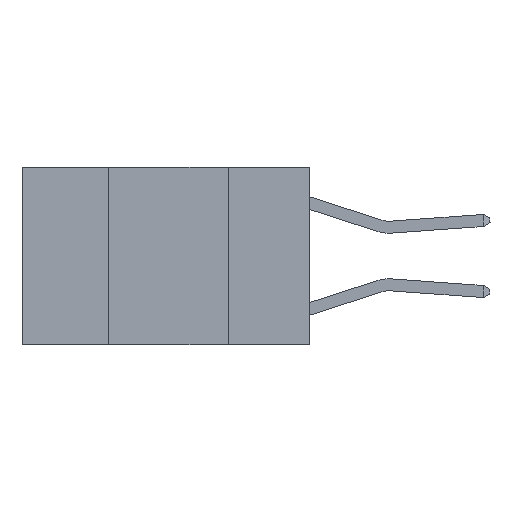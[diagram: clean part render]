
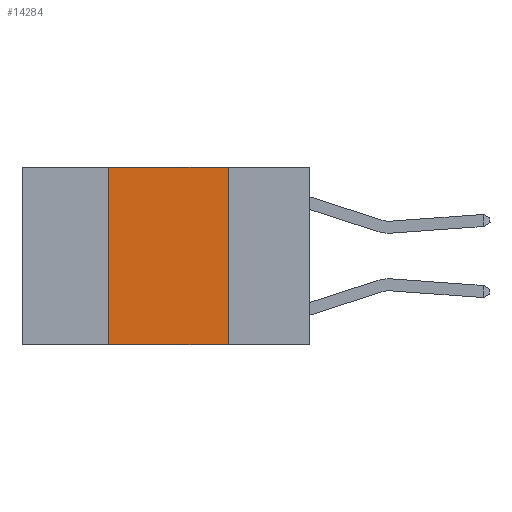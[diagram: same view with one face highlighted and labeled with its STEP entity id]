
A CAD part, left-side view. The second image highlights one B-rep face of the part: STEP entity #14284.
In plain terms, the highlighted planar face has unit normal (-1, 0, 0).
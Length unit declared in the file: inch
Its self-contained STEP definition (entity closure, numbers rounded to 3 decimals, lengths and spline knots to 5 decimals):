
#341 = CARTESIAN_POINT ( 'NONE',  ( 0., 0.42, 0. ) ) ;
#645 = CARTESIAN_POINT ( 'NONE',  ( 0., 0.6, 0. ) ) ;
#1163 = AXIS2_PLACEMENT_3D ( 'NONE', #4530, #15495, #7295 ) ;
#1182 = EDGE_CURVE ( 'NONE', #9986, #8886, #4483, .T. ) ;
#1749 = VECTOR ( 'NONE', #2354, 39.37008 ) ;
#1774 = DIRECTION ( 'NONE',  ( 0., 0., 1. ) ) ;
#2354 = DIRECTION ( 'NONE',  ( 0., 0., -1. ) ) ;
#2477 = CARTESIAN_POINT ( 'NONE',  ( 0., 0.17, 0. ) ) ;
#3092 = EDGE_CURVE ( 'NONE', #12049, #9986, #8140, .T. ) ;
#4009 = ORIENTED_EDGE ( 'NONE', *, *, #1182, .F. ) ;
#4483 = LINE ( 'NONE', #645, #14989 ) ;
#4530 = CARTESIAN_POINT ( 'NONE',  ( 0., 0.6, 0. ) ) ;
#5817 = DIRECTION ( 'NONE',  ( 0., -1., 0. ) ) ;
#6159 = CARTESIAN_POINT ( 'NONE',  ( 0., 0.42, -0.37 ) ) ;
#7239 = ORIENTED_EDGE ( 'NONE', *, *, #12200, .F. ) ;
#7295 = DIRECTION ( 'NONE',  ( 0., 0., -1. ) ) ;
#7469 = VECTOR ( 'NONE', #16228, 39.37008 ) ;
#7674 = CARTESIAN_POINT ( 'NONE',  ( 0., 0.17, -0.37 ) ) ;
#8140 = LINE ( 'NONE', #341, #15009 ) ;
#8886 = VERTEX_POINT ( 'NONE', #2477 ) ;
#9076 = LINE ( 'NONE', #11978, #1749 ) ;
#9986 = VERTEX_POINT ( 'NONE', #12956 ) ;
#10578 = ORIENTED_EDGE ( 'NONE', *, *, #3092, .F. ) ;
#11573 = FACE_OUTER_BOUND ( 'NONE', #15432, .T. ) ;
#11978 = CARTESIAN_POINT ( 'NONE',  ( 0., 0.17, 0. ) ) ;
#12049 = VERTEX_POINT ( 'NONE', #6159 ) ;
#12200 = EDGE_CURVE ( 'NONE', #8886, #16793, #9076, .T. ) ;
#12956 = CARTESIAN_POINT ( 'NONE',  ( 0., 0.42, 0. ) ) ;
#14131 = PLANE ( 'NONE',  #1163 ) ;
#14284 = ADVANCED_FACE ( 'NONE', ( #11573 ), #14131, .F. ) ;
#14753 = LINE ( 'NONE', #14912, #7469 ) ;
#14912 = CARTESIAN_POINT ( 'NONE',  ( 0., 0.6, -0.37 ) ) ;
#14989 = VECTOR ( 'NONE', #5817, 39.37008 ) ;
#15009 = VECTOR ( 'NONE', #1774, 39.37008 ) ;
#15432 = EDGE_LOOP ( 'NONE', ( #7239, #4009, #10578, #17415 ) ) ;
#15495 = DIRECTION ( 'NONE',  ( 1., 0., 0. ) ) ;
#15929 = EDGE_CURVE ( 'NONE', #12049, #16793, #14753, .T. ) ;
#16228 = DIRECTION ( 'NONE',  ( 0., -1., 0. ) ) ;
#16793 = VERTEX_POINT ( 'NONE', #7674 ) ;
#17415 = ORIENTED_EDGE ( 'NONE', *, *, #15929, .T. ) ;
